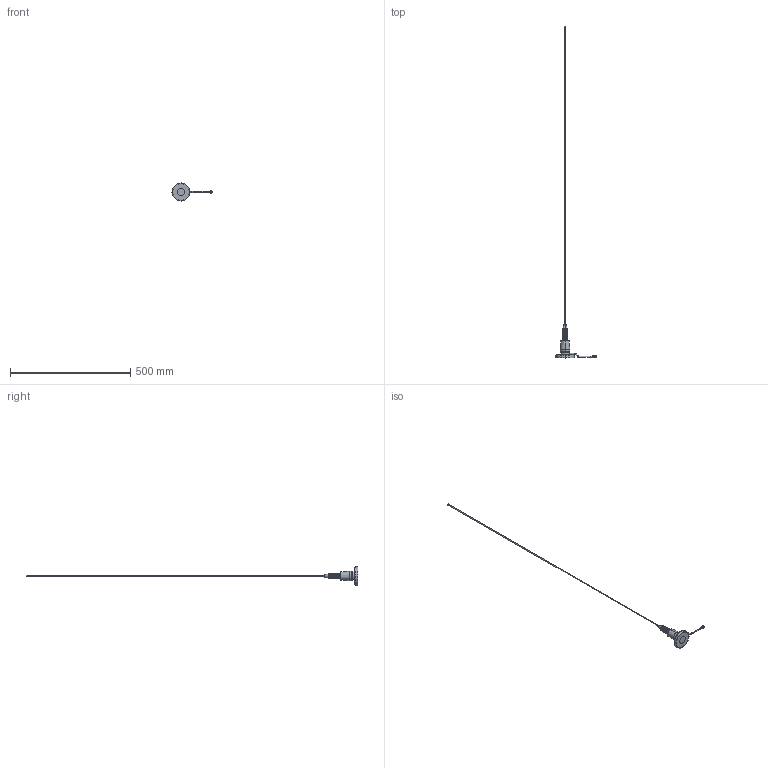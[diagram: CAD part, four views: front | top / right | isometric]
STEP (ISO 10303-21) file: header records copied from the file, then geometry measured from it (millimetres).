
FILE_DESCRIPTION (( 'STEP AP214' ), '1' );
FILE_NAME ('FMANMOB1008-SM_3D.step', '2023-03-15T17:49:17', ( '' ), ( '' ), 'SwSTEP 2.0', 'SolidWorks 2022', '' );
FILE_SCHEMA (( 'AUTOMOTIVE_DESIGN' ));
Length unit declared in the file: inch
Products named in the file (6): Copy of HeatShrink-195_230124^FMMA1-SMA10; FMMA1-SMA10; 1086 230124; FMANMOB1008-SM_3D; Copy of NMO Base w Cable^FMMA1-SMA10; Copy of SMA M 230124^FMMA1-SMA10
Assembly tree (5 placements, depth 3):
  FMANMOB1008-SM_3D
    FMMA1-SMA10
      Copy of NMO Base w Cable^FMMA1-SMA10
      Copy of HeatShrink-195_230124^FMMA1-SMA10
      Copy of SMA M 230124^FMMA1-SMA10
    1086 230124
Bounding box: 167.53 x 1381.56 x 76 mm (x, y, z)
Volume: 138506.6 mm3; surface area: 73733 mm2
Topology: 11 solids, 11 shells, 274 faces, 645 edges, 401 vertices
Faces by surface type: cylinder 125, plane 71, cone 48, bspline 14, torus 14, sphere 2
Entity records: 16767 total; most frequent: CARTESIAN_POINT 8502, DIRECTION 1360, ORIENTED_EDGE 1262, EDGE_CURVE 631, AXIS2_PLACEMENT_3D 575, VERTEX_POINT 398, EDGE_LOOP 311, CIRCLE 306
